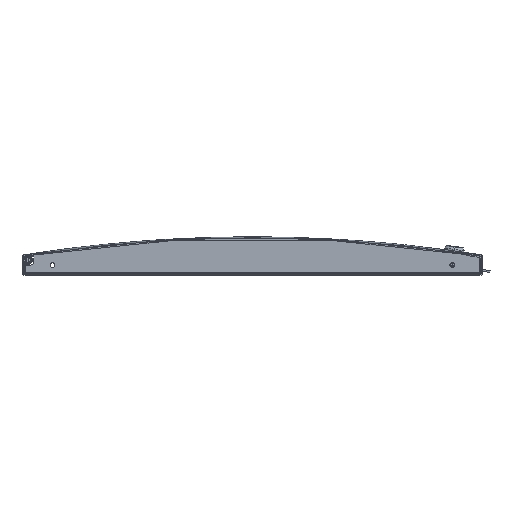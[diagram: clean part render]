
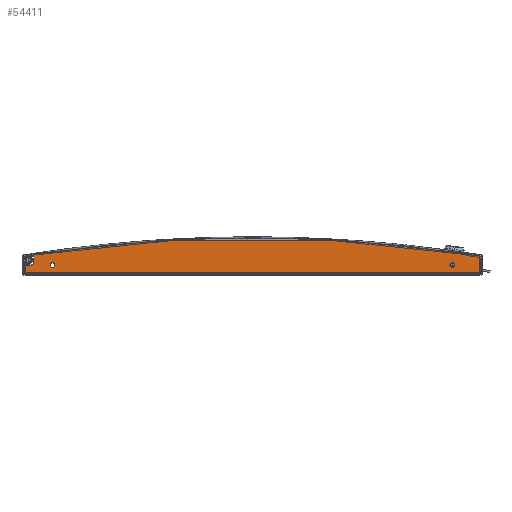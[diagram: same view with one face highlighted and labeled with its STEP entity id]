
A CAD part, front view. The second image highlights one B-rep face of the part: STEP entity #54411.
In plain terms, the highlighted planar face has unit normal (0, -1, 0).
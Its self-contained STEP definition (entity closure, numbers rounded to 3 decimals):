
#3673 = EDGE_LOOP ( 'NONE', ( #12278, #68521 ) ) ;
#3844 = VERTEX_POINT ( 'NONE', #47785 ) ;
#7171 = DIRECTION ( 'NONE',  ( 0., 0., -1. ) ) ;
#10064 = CARTESIAN_POINT ( 'NONE',  ( 0., -951.6, -1547.256 ) ) ;
#12201 = VERTEX_POINT ( 'NONE', #92661 ) ;
#12278 = ORIENTED_EDGE ( 'NONE', *, *, #129792, .T. ) ;
#13179 = ORIENTED_EDGE ( 'NONE', *, *, #52382, .T. ) ;
#15187 = ORIENTED_EDGE ( 'NONE', *, *, #141117, .T. ) ;
#16380 = AXIS2_PLACEMENT_3D ( 'NONE', #64923, #142676, #29793 ) ;
#17144 = LINE ( 'NONE', #130738, #33082 ) ;
#17844 = DIRECTION ( 'NONE',  ( 0., 0., 1. ) ) ;
#19405 = ORIENTED_EDGE ( 'NONE', *, *, #109464, .F. ) ;
#21663 = DIRECTION ( 'NONE',  ( 0., 0., -1. ) ) ;
#22061 = VERTEX_POINT ( 'NONE', #98799 ) ;
#22858 = CIRCLE ( 'NONE', #56312, 1566.256 ) ;
#26682 = CARTESIAN_POINT ( 'NONE',  ( -244., -951.6, -11. ) ) ;
#27243 = CARTESIAN_POINT ( 'NONE',  ( -219.5, -951.6, -13.75 ) ) ;
#28933 = EDGE_CURVE ( 'NONE', #132671, #143819, #39047, .T. ) ;
#29217 = EDGE_CURVE ( 'NONE', #36015, #115727, #22858, .T. ) ;
#29793 = DIRECTION ( 'NONE',  ( 0., 0., 1. ) ) ;
#30664 = CIRCLE ( 'NONE', #16380, 2.75 ) ;
#31250 = CARTESIAN_POINT ( 'NONE',  ( -219.5, -951.6, -11. ) ) ;
#32388 = VECTOR ( 'NONE', #108503, 1000. ) ;
#33082 = VECTOR ( 'NONE', #142698, 1000. ) ;
#34852 = EDGE_LOOP ( 'NONE', ( #13179, #121458, #86801, #117586, #19405, #128256, #70017, #125530 ) ) ;
#36015 = VERTEX_POINT ( 'NONE', #40140 ) ;
#36584 = ORIENTED_EDGE ( 'NONE', *, *, #77196, .T. ) ;
#36724 = AXIS2_PLACEMENT_3D ( 'NONE', #114552, #88455, #45128 ) ;
#39047 = LINE ( 'NONE', #133646, #32388 ) ;
#39088 = AXIS2_PLACEMENT_3D ( 'NONE', #123919, #90316, #135867 ) ;
#39518 = CARTESIAN_POINT ( 'NONE',  ( 249.5, -951.6, -19. ) ) ;
#40140 = CARTESIAN_POINT ( 'NONE',  ( -240., -951.6, 0.503 ) ) ;
#40290 = DIRECTION ( 'NONE',  ( 0., 1., 0. ) ) ;
#40308 = PLANE ( 'NONE',  #115332 ) ;
#43216 = VERTEX_POINT ( 'NONE', #64362 ) ;
#43784 = DIRECTION ( 'NONE',  ( 0., 1., 0. ) ) ;
#43801 = LINE ( 'NONE', #52807, #78372 ) ;
#45128 = DIRECTION ( 'NONE',  ( 0., 0., 1. ) ) ;
#45171 = DIRECTION ( 'NONE',  ( 0., 0., 1. ) ) ;
#47785 = CARTESIAN_POINT ( 'NONE',  ( 219.5, -951.6, -13.75 ) ) ;
#52382 = EDGE_CURVE ( 'NONE', #36015, #103916, #114308, .T. ) ;
#52807 = CARTESIAN_POINT ( 'NONE',  ( 249.5, -951.6, -1. ) ) ;
#52980 = DIRECTION ( 'NONE',  ( 0., 1., 0. ) ) ;
#53478 = DIRECTION ( 'NONE',  ( 0., 0., 1. ) ) ;
#54411 = ADVANCED_FACE ( 'NONE', ( #66408, #134374, #76157 ), #40308, .F. ) ;
#54559 = CIRCLE ( 'NONE', #138066, 2.75 ) ;
#56312 = AXIS2_PLACEMENT_3D ( 'NONE', #10064, #76656, #53478 ) ;
#64362 = CARTESIAN_POINT ( 'NONE',  ( -249.5, -951.6, -19. ) ) ;
#64923 = CARTESIAN_POINT ( 'NONE',  ( -219.5, -951.6, -11. ) ) ;
#66408 = FACE_BOUND ( 'NONE', #3673, .T. ) ;
#67376 = CARTESIAN_POINT ( 'NONE',  ( -249.5, -951.6, -11. ) ) ;
#67567 = VECTOR ( 'NONE', #21663, 1000. ) ;
#68521 = ORIENTED_EDGE ( 'NONE', *, *, #127739, .T. ) ;
#69035 = DIRECTION ( 'NONE',  ( 0., 1., 0. ) ) ;
#70017 = ORIENTED_EDGE ( 'NONE', *, *, #134547, .F. ) ;
#76157 = FACE_OUTER_BOUND ( 'NONE', #34852, .T. ) ;
#76656 = DIRECTION ( 'NONE',  ( 0., 1., 0. ) ) ;
#77196 = EDGE_CURVE ( 'NONE', #77919, #115268, #54559, .T. ) ;
#77919 = VERTEX_POINT ( 'NONE', #27243 ) ;
#78372 = VECTOR ( 'NONE', #7171, 1000. ) ;
#81099 = EDGE_LOOP ( 'NONE', ( #15187, #36584 ) ) ;
#85038 = VECTOR ( 'NONE', #45171, 1000. ) ;
#86801 = ORIENTED_EDGE ( 'NONE', *, *, #28933, .T. ) ;
#88455 = DIRECTION ( 'NONE',  ( 0., 1., 0. ) ) ;
#90316 = DIRECTION ( 'NONE',  ( 0., 1., 0. ) ) ;
#90828 = DIRECTION ( 'NONE',  ( 0., 0., 1. ) ) ;
#92661 = CARTESIAN_POINT ( 'NONE',  ( 249.5, -951.6, -1. ) ) ;
#98799 = CARTESIAN_POINT ( 'NONE',  ( 219.5, -951.6, -8.25 ) ) ;
#100873 = CARTESIAN_POINT ( 'NONE',  ( -240., -951.6, -11. ) ) ;
#101107 = EDGE_CURVE ( 'NONE', #43216, #143819, #101926, .T. ) ;
#101926 = LINE ( 'NONE', #147515, #85038 ) ;
#103190 = AXIS2_PLACEMENT_3D ( 'NONE', #122962, #43784, #90828 ) ;
#103389 = DIRECTION ( 'NONE',  ( 0., 0., 1. ) ) ;
#103916 = VERTEX_POINT ( 'NONE', #147933 ) ;
#108333 = CARTESIAN_POINT ( 'NONE',  ( 0., -951.6, -1547.256 ) ) ;
#108503 = DIRECTION ( 'NONE',  ( -1., 0., 0. ) ) ;
#109464 = EDGE_CURVE ( 'NONE', #118127, #43216, #17144, .T. ) ;
#110725 = CIRCLE ( 'NONE', #36724, 2.75 ) ;
#112658 = CIRCLE ( 'NONE', #103190, 4. ) ;
#114308 = LINE ( 'NONE', #100873, #67567 ) ;
#114552 = CARTESIAN_POINT ( 'NONE',  ( 219.5, -951.6, -11. ) ) ;
#115268 = VERTEX_POINT ( 'NONE', #117603 ) ;
#115332 = AXIS2_PLACEMENT_3D ( 'NONE', #131433, #52980, #17844 ) ;
#115727 = VERTEX_POINT ( 'NONE', #129928 ) ;
#117332 = EDGE_CURVE ( 'NONE', #103916, #132671, #112658, .T. ) ;
#117586 = ORIENTED_EDGE ( 'NONE', *, *, #101107, .F. ) ;
#117603 = CARTESIAN_POINT ( 'NONE',  ( -219.5, -951.6, -8.25 ) ) ;
#118127 = VERTEX_POINT ( 'NONE', #39518 ) ;
#119465 = DIRECTION ( 'NONE',  ( 0., 0., 1. ) ) ;
#121458 = ORIENTED_EDGE ( 'NONE', *, *, #117332, .T. ) ;
#122962 = CARTESIAN_POINT ( 'NONE',  ( -244., -951.6, -7. ) ) ;
#123919 = CARTESIAN_POINT ( 'NONE',  ( 219.5, -951.6, -11. ) ) ;
#125225 = CIRCLE ( 'NONE', #144316, 1566.256 ) ;
#125530 = ORIENTED_EDGE ( 'NONE', *, *, #29217, .F. ) ;
#127739 = EDGE_CURVE ( 'NONE', #3844, #22061, #143992, .T. ) ;
#128256 = ORIENTED_EDGE ( 'NONE', *, *, #147100, .F. ) ;
#129792 = EDGE_CURVE ( 'NONE', #22061, #3844, #110725, .T. ) ;
#129928 = CARTESIAN_POINT ( 'NONE',  ( 0., -951.6, 19. ) ) ;
#130738 = CARTESIAN_POINT ( 'NONE',  ( -249.5, -951.6, -19. ) ) ;
#131433 = CARTESIAN_POINT ( 'NONE',  ( 0., -951.6, -1547.256 ) ) ;
#132671 = VERTEX_POINT ( 'NONE', #26682 ) ;
#133646 = CARTESIAN_POINT ( 'NONE',  ( -240., -951.6, -11. ) ) ;
#134374 = FACE_BOUND ( 'NONE', #81099, .T. ) ;
#134547 = EDGE_CURVE ( 'NONE', #115727, #12201, #125225, .T. ) ;
#135867 = DIRECTION ( 'NONE',  ( 0., 0., 1. ) ) ;
#138066 = AXIS2_PLACEMENT_3D ( 'NONE', #31250, #40290, #119465 ) ;
#141117 = EDGE_CURVE ( 'NONE', #115268, #77919, #30664, .T. ) ;
#142676 = DIRECTION ( 'NONE',  ( 0., 1., 0. ) ) ;
#142698 = DIRECTION ( 'NONE',  ( -1., 0., 0. ) ) ;
#143819 = VERTEX_POINT ( 'NONE', #67376 ) ;
#143992 = CIRCLE ( 'NONE', #39088, 2.75 ) ;
#144316 = AXIS2_PLACEMENT_3D ( 'NONE', #108333, #69035, #103389 ) ;
#147100 = EDGE_CURVE ( 'NONE', #12201, #118127, #43801, .T. ) ;
#147515 = CARTESIAN_POINT ( 'NONE',  ( -249.5, -951.6, -1. ) ) ;
#147933 = CARTESIAN_POINT ( 'NONE',  ( -240., -951.6, -7. ) ) ;
